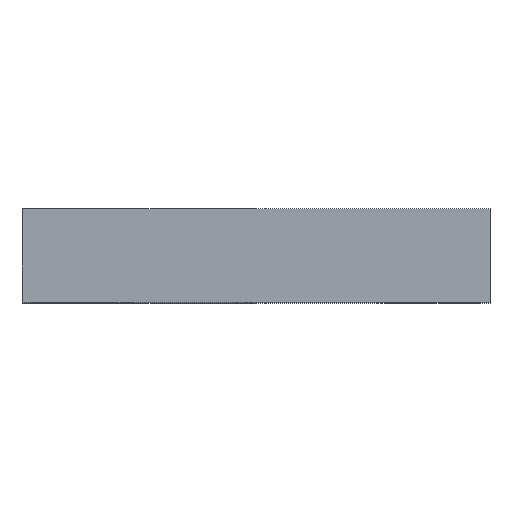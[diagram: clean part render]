
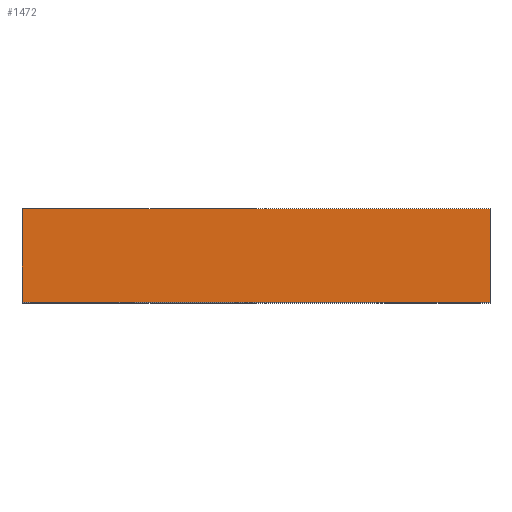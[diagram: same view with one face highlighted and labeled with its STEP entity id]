
A CAD part, top view. The second image highlights one B-rep face of the part: STEP entity #1472.
In plain terms, the highlighted planar face has unit normal (0, 0, 1).
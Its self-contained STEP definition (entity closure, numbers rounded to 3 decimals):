
#47 = VERTEX_POINT ( 'NONE', #340 ) ;
#85 = CARTESIAN_POINT ( 'NONE',  ( -2.5, 0., 3.5 ) ) ;
#92 = DIRECTION ( 'NONE',  ( 1., 0., 0. ) ) ;
#111 = ORIENTED_EDGE ( 'NONE', *, *, #1529, .F. ) ;
#112 = PLANE ( 'NONE',  #955 ) ;
#238 = ORIENTED_EDGE ( 'NONE', *, *, #1519, .T. ) ;
#302 = VECTOR ( 'NONE', #845, 1000. ) ;
#340 = CARTESIAN_POINT ( 'NONE',  ( -2.5, 0., 3.5 ) ) ;
#370 = FACE_OUTER_BOUND ( 'NONE', #1700, .T. ) ;
#491 = LINE ( 'NONE', #85, #1577 ) ;
#502 = DIRECTION ( 'NONE',  ( 0., -1., 0. ) ) ;
#508 = CARTESIAN_POINT ( 'NONE',  ( -2.5, 1., 3.5 ) ) ;
#565 = VERTEX_POINT ( 'NONE', #864 ) ;
#618 = VECTOR ( 'NONE', #502, 1000. ) ;
#779 = DIRECTION ( 'NONE',  ( 0., 0., -1. ) ) ;
#845 = DIRECTION ( 'NONE',  ( 1., 0., 0. ) ) ;
#860 = CARTESIAN_POINT ( 'NONE',  ( -2.5, 1., 3.5 ) ) ;
#864 = CARTESIAN_POINT ( 'NONE',  ( -2.5, 1., 3.5 ) ) ;
#912 = LINE ( 'NONE', #1024, #1148 ) ;
#955 = AXIS2_PLACEMENT_3D ( 'NONE', #508, #779, #1050 ) ;
#985 = CARTESIAN_POINT ( 'NONE',  ( 2.5, 0., 3.5 ) ) ;
#1024 = CARTESIAN_POINT ( 'NONE',  ( -2.5, 1., 3.5 ) ) ;
#1050 = DIRECTION ( 'NONE',  ( -1., 0., 0. ) ) ;
#1096 = ORIENTED_EDGE ( 'NONE', *, *, #1484, .T. ) ;
#1132 = LINE ( 'NONE', #860, #302 ) ;
#1148 = VECTOR ( 'NONE', #1158, 1000. ) ;
#1158 = DIRECTION ( 'NONE',  ( 0., -1., 0. ) ) ;
#1191 = LINE ( 'NONE', #1591, #618 ) ;
#1301 = EDGE_CURVE ( 'NONE', #565, #1578, #1132, .T. ) ;
#1362 = CARTESIAN_POINT ( 'NONE',  ( 2.5, 1., 3.5 ) ) ;
#1472 = ADVANCED_FACE ( 'NONE', ( #370 ), #112, .F. ) ;
#1484 = EDGE_CURVE ( 'NONE', #47, #1716, #491, .T. ) ;
#1519 = EDGE_CURVE ( 'NONE', #565, #47, #912, .T. ) ;
#1529 = EDGE_CURVE ( 'NONE', #1578, #1716, #1191, .T. ) ;
#1552 = ORIENTED_EDGE ( 'NONE', *, *, #1301, .F. ) ;
#1577 = VECTOR ( 'NONE', #92, 1000. ) ;
#1578 = VERTEX_POINT ( 'NONE', #1362 ) ;
#1591 = CARTESIAN_POINT ( 'NONE',  ( 2.5, 1., 3.5 ) ) ;
#1700 = EDGE_LOOP ( 'NONE', ( #1096, #111, #1552, #238 ) ) ;
#1716 = VERTEX_POINT ( 'NONE', #985 ) ;
